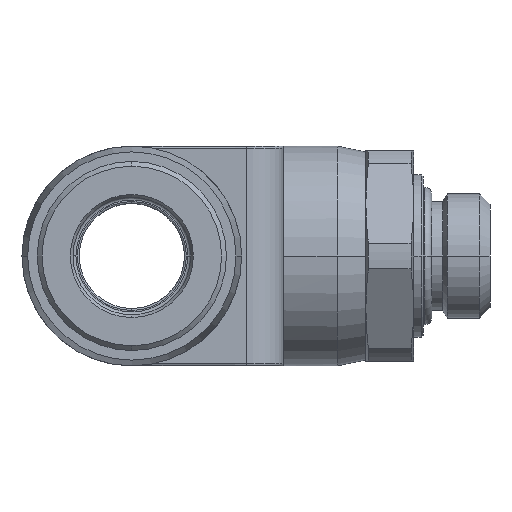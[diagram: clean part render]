
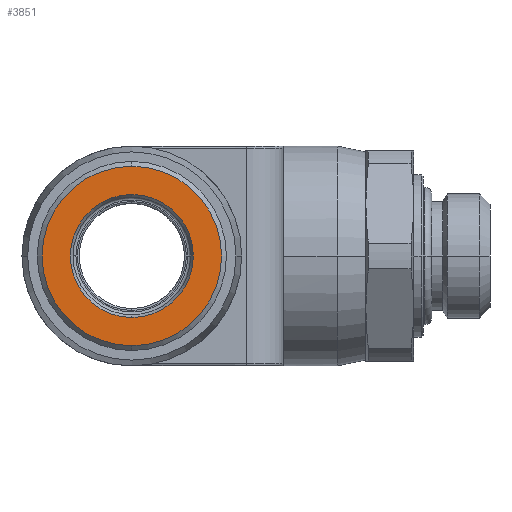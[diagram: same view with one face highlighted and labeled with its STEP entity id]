
A CAD part, left-side view. The second image highlights one B-rep face of the part: STEP entity #3851.
In plain terms, the highlighted planar face has unit normal (-1, 0, 0).
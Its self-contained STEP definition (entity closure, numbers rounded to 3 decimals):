
#2=CARTESIAN_POINT('',(-31.,0.,0.));
#3=DIRECTION('',(1.,0.,0.));
#4=DIRECTION('',(0.,0.,-1.));
#5=AXIS2_PLACEMENT_3D('',#2,#3,#4);
#7=CARTESIAN_POINT('',(-31.,0.,0.));
#8=DIRECTION('',(-1.,0.,0.));
#9=DIRECTION('',(0.,0.,-1.));
#10=AXIS2_PLACEMENT_3D('',#7,#8,#9);
#12=CARTESIAN_POINT('',(-31.,0.,0.));
#13=DIRECTION('',(-1.,0.,0.));
#14=DIRECTION('',(0.,0.,-1.));
#15=AXIS2_PLACEMENT_3D('',#12,#13,#14);
#25=CARTESIAN_POINT('',(-31.,0.,0.));
#26=DIRECTION('',(1.,0.,0.));
#27=DIRECTION('',(0.,0.,-1.));
#28=AXIS2_PLACEMENT_3D('',#25,#26,#27);
#3437=CARTESIAN_POINT('',(-31.,0.,-6.439));
#3439=VERTEX_POINT('',#3437);
#3440=CARTESIAN_POINT('',(-31.,0.,-9.4));
#3442=VERTEX_POINT('',#3440);
#3447=CARTESIAN_POINT('',(-31.,0.,6.439));
#3449=VERTEX_POINT('',#3447);
#3450=CARTESIAN_POINT('',(-31.,0.,9.4));
#3452=VERTEX_POINT('',#3450);
#3834=CARTESIAN_POINT('',(-31.,0.,0.));
#3835=DIRECTION('',(-1.,0.,0.));
#3836=DIRECTION('',(0.,0.,1.));
#3837=AXIS2_PLACEMENT_3D('',#3834,#3835,#3836);
#3838=PLANE('',#3837);
#3840=ORIENTED_EDGE('',*,*,#3839,.F.);
#3842=ORIENTED_EDGE('',*,*,#3841,.T.);
#3843=EDGE_LOOP('',(#3840,#3842));
#3844=FACE_OUTER_BOUND('',#3843,.F.);
#3846=ORIENTED_EDGE('',*,*,#3845,.F.);
#3848=ORIENTED_EDGE('',*,*,#3847,.T.);
#3849=EDGE_LOOP('',(#3846,#3848));
#3850=FACE_BOUND('',#3849,.F.);
#3851=ADVANCED_FACE('',(#3844,#3850),#3838,.T.);
#6=CIRCLE('',#5,6.439);
#11=CIRCLE('',#10,6.439);
#16=CIRCLE('',#15,9.4);
#29=CIRCLE('',#28,9.4);
#3839=EDGE_CURVE('',#3442,#3452,#16,.T.);
#3841=EDGE_CURVE('',#3442,#3452,#29,.T.);
#3845=EDGE_CURVE('',#3439,#3449,#6,.T.);
#3847=EDGE_CURVE('',#3439,#3449,#11,.T.);
